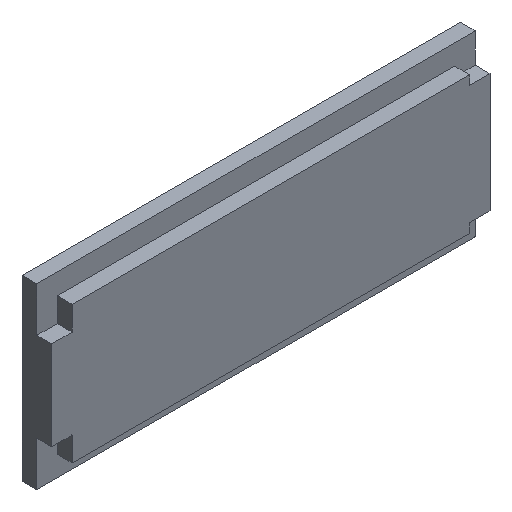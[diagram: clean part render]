
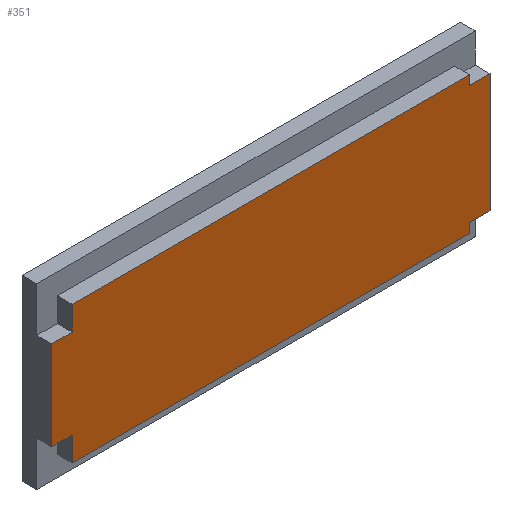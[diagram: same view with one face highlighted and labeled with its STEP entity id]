
A CAD part, isometric view. The second image highlights one B-rep face of the part: STEP entity #351.
In plain terms, the highlighted planar face has unit normal (0, -1, 0).
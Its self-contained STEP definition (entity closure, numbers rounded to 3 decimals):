
#25=FACE_OUTER_BOUND('',#43,.T.);
#43=EDGE_LOOP('',(#267,#268,#269,#270,#271,#272,#273,#274,#275,#276,#277,
#278));
#53=LINE('',#485,#101);
#56=LINE('',#491,#104);
#59=LINE('',#497,#107);
#62=LINE('',#503,#110);
#65=LINE('',#509,#113);
#69=LINE('',#518,#117);
#72=LINE('',#524,#120);
#75=LINE('',#530,#123);
#78=LINE('',#536,#126);
#81=LINE('',#542,#129);
#83=LINE('',#545,#131);
#84=LINE('',#546,#132);
#101=VECTOR('',#397,10.);
#104=VECTOR('',#402,10.);
#107=VECTOR('',#407,10.);
#110=VECTOR('',#412,10.);
#113=VECTOR('',#417,10.);
#117=VECTOR('',#423,10.);
#120=VECTOR('',#428,10.);
#123=VECTOR('',#433,10.);
#126=VECTOR('',#438,10.);
#129=VECTOR('',#443,10.);
#131=VECTOR('',#447,10.);
#132=VECTOR('',#448,10.);
#149=VERTEX_POINT('',#482);
#150=VERTEX_POINT('',#484);
#152=VERTEX_POINT('',#490);
#154=VERTEX_POINT('',#496);
#156=VERTEX_POINT('',#502);
#158=VERTEX_POINT('',#508);
#161=VERTEX_POINT('',#515);
#162=VERTEX_POINT('',#517);
#164=VERTEX_POINT('',#523);
#166=VERTEX_POINT('',#529);
#168=VERTEX_POINT('',#535);
#170=VERTEX_POINT('',#541);
#181=EDGE_CURVE('',#150,#149,#53,.T.);
#184=EDGE_CURVE('',#152,#150,#56,.T.);
#187=EDGE_CURVE('',#154,#152,#59,.T.);
#190=EDGE_CURVE('',#156,#154,#62,.T.);
#193=EDGE_CURVE('',#158,#156,#65,.T.);
#197=EDGE_CURVE('',#162,#161,#69,.T.);
#200=EDGE_CURVE('',#164,#162,#72,.T.);
#203=EDGE_CURVE('',#166,#164,#75,.T.);
#206=EDGE_CURVE('',#168,#166,#78,.T.);
#209=EDGE_CURVE('',#170,#168,#81,.T.);
#211=EDGE_CURVE('',#161,#158,#83,.T.);
#212=EDGE_CURVE('',#149,#170,#84,.T.);
#267=ORIENTED_EDGE('',*,*,#209,.T.);
#268=ORIENTED_EDGE('',*,*,#206,.T.);
#269=ORIENTED_EDGE('',*,*,#203,.T.);
#270=ORIENTED_EDGE('',*,*,#200,.T.);
#271=ORIENTED_EDGE('',*,*,#197,.T.);
#272=ORIENTED_EDGE('',*,*,#211,.T.);
#273=ORIENTED_EDGE('',*,*,#193,.T.);
#274=ORIENTED_EDGE('',*,*,#190,.T.);
#275=ORIENTED_EDGE('',*,*,#187,.T.);
#276=ORIENTED_EDGE('',*,*,#184,.T.);
#277=ORIENTED_EDGE('',*,*,#181,.T.);
#278=ORIENTED_EDGE('',*,*,#212,.T.);
#333=PLANE('',#383);
#351=ADVANCED_FACE('',(#25),#333,.T.);
#383=AXIS2_PLACEMENT_3D('',#544,#445,#446);
#397=DIRECTION('',(-1.,0.,0.));
#402=DIRECTION('',(0.,0.,-1.));
#407=DIRECTION('',(-1.,0.,0.));
#412=DIRECTION('',(0.,0.,1.));
#417=DIRECTION('',(-1.,0.,0.));
#423=DIRECTION('',(1.,0.,0.));
#428=DIRECTION('',(0.,0.,1.));
#433=DIRECTION('',(1.,0.,0.));
#438=DIRECTION('',(0.,0.,-1.));
#443=DIRECTION('',(1.,0.,0.));
#445=DIRECTION('center_axis',(0.,-1.,0.));
#446=DIRECTION('ref_axis',(0.,0.,-1.));
#447=DIRECTION('',(0.,0.,1.));
#448=DIRECTION('',(0.,0.,-1.));
#482=CARTESIAN_POINT('',(-29.5,16.,6.));
#484=CARTESIAN_POINT('',(-26.75,16.,6.));
#485=CARTESIAN_POINT('',(-29.5,16.,6.));
#490=CARTESIAN_POINT('',(-26.75,16.,9.25));
#491=CARTESIAN_POINT('',(-26.75,16.,9.25));
#496=CARTESIAN_POINT('',(26.75,16.,9.25));
#497=CARTESIAN_POINT('',(26.75,16.,9.25));
#502=CARTESIAN_POINT('',(26.75,16.,8.));
#503=CARTESIAN_POINT('',(26.75,16.,-9.25));
#508=CARTESIAN_POINT('',(29.5,16.,8.));
#509=CARTESIAN_POINT('',(29.5,16.,8.));
#515=CARTESIAN_POINT('',(29.5,16.,-8.));
#517=CARTESIAN_POINT('',(26.75,16.,-8.));
#518=CARTESIAN_POINT('',(26.75,16.,-8.));
#523=CARTESIAN_POINT('',(26.75,16.,-9.25));
#524=CARTESIAN_POINT('',(26.75,16.,-9.25));
#529=CARTESIAN_POINT('',(-26.75,16.,-9.25));
#530=CARTESIAN_POINT('',(-26.75,16.,-9.25));
#535=CARTESIAN_POINT('',(-26.75,16.,-6.));
#536=CARTESIAN_POINT('',(-26.75,16.,9.25));
#541=CARTESIAN_POINT('',(-29.5,16.,-6.));
#542=CARTESIAN_POINT('',(-26.75,16.,-6.));
#544=CARTESIAN_POINT('Origin',(0.,16.,0.));
#545=CARTESIAN_POINT('',(29.5,16.,-12.));
#546=CARTESIAN_POINT('',(-29.5,16.,12.));
